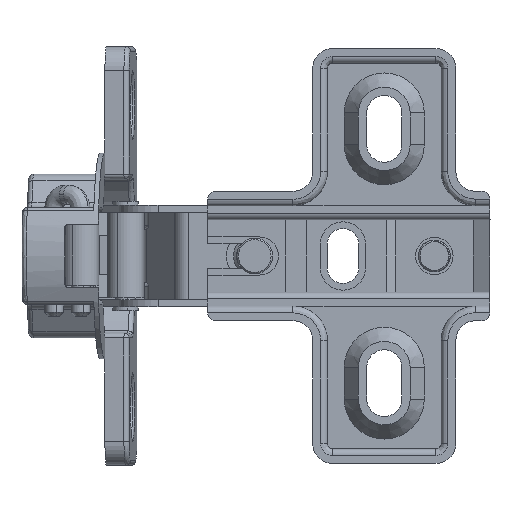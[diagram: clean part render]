
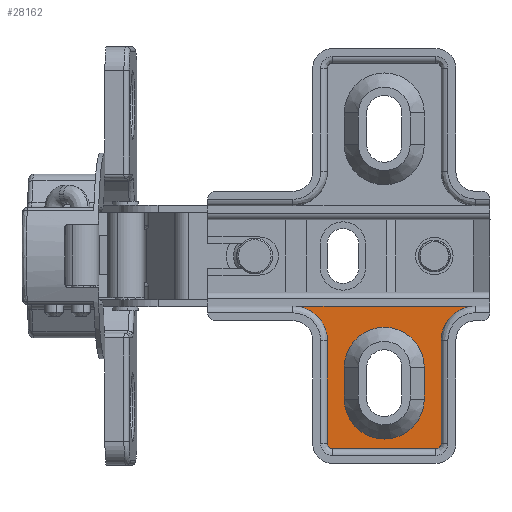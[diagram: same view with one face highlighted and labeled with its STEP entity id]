
A CAD part, front view. The second image highlights one B-rep face of the part: STEP entity #28162.
In plain terms, the highlighted face is planar.
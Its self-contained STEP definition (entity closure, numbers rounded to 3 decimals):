
#359 = VERTEX_POINT ( 'NONE', #13928 ) ;
#580 = CARTESIAN_POINT ( 'NONE',  ( -13.538, 6.3, 2.65 ) ) ;
#1686 = VERTEX_POINT ( 'NONE', #12920 ) ;
#1738 = EDGE_CURVE ( 'NONE', #16091, #8961, #15079, .T. ) ;
#1826 = ORIENTED_EDGE ( 'NONE', *, *, #1738, .F. ) ;
#1905 = CIRCLE ( 'NONE', #9323, 5.031 ) ;
#2082 = CARTESIAN_POINT ( 'NONE',  ( -13.4, 6.3, 2.65 ) ) ;
#2138 = LINE ( 'NONE', #11944, #12393 ) ;
#2424 = CARTESIAN_POINT ( 'NONE',  ( 5.25, 23.6, 2.65 ) ) ;
#2436 = DIRECTION ( 'NONE',  ( -1., 0., 0. ) ) ;
#2637 = CARTESIAN_POINT ( 'NONE',  ( 3.131, 15.275, 2.65 ) ) ;
#2855 = ORIENTED_EDGE ( 'NONE', *, *, #14147, .F. ) ;
#3133 = VERTEX_POINT ( 'NONE', #2424 ) ;
#4084 = DIRECTION ( 'NONE',  ( 0., 1., 0. ) ) ;
#4929 = AXIS2_PLACEMENT_3D ( 'NONE', #30552, #19929, #7472 ) ;
#4957 = CARTESIAN_POINT ( 'NONE',  ( 3.131, 18., 2.65 ) ) ;
#5269 = LINE ( 'NONE', #15386, #9193 ) ;
#5292 = EDGE_CURVE ( 'NONE', #29906, #22400, #31282, .T. ) ;
#6014 = CIRCLE ( 'NONE', #21411, 0.65 ) ;
#6211 = DIRECTION ( 'NONE',  ( 1., 0., 0. ) ) ;
#7097 = CARTESIAN_POINT ( 'NONE',  ( -1.9, 14., 2.65 ) ) ;
#7104 = VECTOR ( 'NONE', #6211, 1000. ) ;
#7472 = DIRECTION ( 'NONE',  ( -1., 0., 0. ) ) ;
#7627 = EDGE_CURVE ( 'NONE', #25893, #25488, #23176, .T. ) ;
#7673 = EDGE_LOOP ( 'NONE', ( #16277, #27976, #1826, #16696 ) ) ;
#8040 = EDGE_CURVE ( 'NONE', #1686, #8630, #22975, .T. ) ;
#8292 = EDGE_CURVE ( 'NONE', #10534, #359, #2138, .T. ) ;
#8467 = EDGE_CURVE ( 'NONE', #25488, #10534, #6014, .T. ) ;
#8509 = ORIENTED_EDGE ( 'NONE', *, *, #12130, .F. ) ;
#8550 = CARTESIAN_POINT ( 'NONE',  ( 3.131, 14., 2.65 ) ) ;
#8630 = VERTEX_POINT ( 'NONE', #22537 ) ;
#8646 = AXIS2_PLACEMENT_3D ( 'NONE', #9853, #25640, #27801 ) ;
#8961 = VERTEX_POINT ( 'NONE', #8550 ) ;
#9193 = VECTOR ( 'NONE', #4084, 1000. ) ;
#9286 = CARTESIAN_POINT ( 'NONE',  ( -6.931, 18., 2.65 ) ) ;
#9323 = AXIS2_PLACEMENT_3D ( 'NONE', #19529, #22360, #26858 ) ;
#9853 = CARTESIAN_POINT ( 'NONE',  ( 9.6, 10.65, 2.65 ) ) ;
#10155 = CARTESIAN_POINT ( 'NONE',  ( -9.05, 23.6, 2.65 ) ) ;
#10432 = DIRECTION ( 'NONE',  ( 0., -1., 0. ) ) ;
#10534 = VERTEX_POINT ( 'NONE', #10155 ) ;
#11688 = DIRECTION ( 'NONE',  ( 0., 0., 1. ) ) ;
#11944 = CARTESIAN_POINT ( 'NONE',  ( -9.05, 15.275, 2.65 ) ) ;
#12130 = EDGE_CURVE ( 'NONE', #359, #17330, #25642, .T. ) ;
#12393 = VECTOR ( 'NONE', #22075, 1000. ) ;
#12514 = VECTOR ( 'NONE', #13515, 1000. ) ;
#12591 = EDGE_CURVE ( 'NONE', #1686, #3133, #5269, .T. ) ;
#12920 = CARTESIAN_POINT ( 'NONE',  ( 5.25, 10.65, 2.65 ) ) ;
#13049 = DIRECTION ( 'NONE',  ( 0., 0., 1. ) ) ;
#13287 = EDGE_LOOP ( 'NONE', ( #2855, #8509, #14751, #22314, #24352, #24433, #21553, #20666 ) ) ;
#13515 = DIRECTION ( 'NONE',  ( 0., 1., 0. ) ) ;
#13928 = CARTESIAN_POINT ( 'NONE',  ( -9.05, 10.65, 2.65 ) ) ;
#14147 = EDGE_CURVE ( 'NONE', #17330, #8630, #26642, .T. ) ;
#14148 = EDGE_CURVE ( 'NONE', #3133, #25893, #24059, .T. ) ;
#14751 = ORIENTED_EDGE ( 'NONE', *, *, #8292, .F. ) ;
#14767 = AXIS2_PLACEMENT_3D ( 'NONE', #7097, #27520, #17220 ) ;
#15039 = AXIS2_PLACEMENT_3D ( 'NONE', #29130, #11688, #18993 ) ;
#15079 = LINE ( 'NONE', #2637, #26667 ) ;
#15083 = CARTESIAN_POINT ( 'NONE',  ( -8.4, 23.6, 2.65 ) ) ;
#15215 = CARTESIAN_POINT ( 'NONE',  ( -8.4, 24.25, 2.65 ) ) ;
#15386 = CARTESIAN_POINT ( 'NONE',  ( 5.25, 15.275, 2.65 ) ) ;
#16091 = VERTEX_POINT ( 'NONE', #4957 ) ;
#16277 = ORIENTED_EDGE ( 'NONE', *, *, #5292, .F. ) ;
#16426 = EDGE_CURVE ( 'NONE', #22400, #16091, #1905, .T. ) ;
#16696 = ORIENTED_EDGE ( 'NONE', *, *, #16426, .F. ) ;
#17220 = DIRECTION ( 'NONE',  ( 1., 0., 0. ) ) ;
#17330 = VERTEX_POINT ( 'NONE', #2082 ) ;
#18993 = DIRECTION ( 'NONE',  ( -1., 0., 0. ) ) ;
#19529 = CARTESIAN_POINT ( 'NONE',  ( -1.9, 18., 2.65 ) ) ;
#19929 = DIRECTION ( 'NONE',  ( 0., 0., -1. ) ) ;
#20346 = CARTESIAN_POINT ( 'NONE',  ( 4.6, 24.25, 2.65 ) ) ;
#20666 = ORIENTED_EDGE ( 'NONE', *, *, #8040, .T. ) ;
#21411 = AXIS2_PLACEMENT_3D ( 'NONE', #15083, #25232, #24037 ) ;
#21553 = ORIENTED_EDGE ( 'NONE', *, *, #12591, .F. ) ;
#22075 = DIRECTION ( 'NONE',  ( 0., -1., 0. ) ) ;
#22080 = CARTESIAN_POINT ( 'NONE',  ( -6.931, 14., 2.65 ) ) ;
#22314 = ORIENTED_EDGE ( 'NONE', *, *, #8467, .F. ) ;
#22360 = DIRECTION ( 'NONE',  ( 0., 0., -1. ) ) ;
#22400 = VERTEX_POINT ( 'NONE', #9286 ) ;
#22533 = CARTESIAN_POINT ( 'NONE',  ( -1.9, 24.25, 2.65 ) ) ;
#22537 = CARTESIAN_POINT ( 'NONE',  ( 9.6, 6.3, 2.65 ) ) ;
#22690 = PLANE ( 'NONE',  #25260 ) ;
#22975 = CIRCLE ( 'NONE', #8646, 4.35 ) ;
#23176 = LINE ( 'NONE', #22533, #32528 ) ;
#24037 = DIRECTION ( 'NONE',  ( -1., 0., 0. ) ) ;
#24059 = CIRCLE ( 'NONE', #15039, 0.65 ) ;
#24352 = ORIENTED_EDGE ( 'NONE', *, *, #7627, .F. ) ;
#24433 = ORIENTED_EDGE ( 'NONE', *, *, #14148, .F. ) ;
#25232 = DIRECTION ( 'NONE',  ( 0., 0., 1. ) ) ;
#25260 = AXIS2_PLACEMENT_3D ( 'NONE', #580, #13049, #30491 ) ;
#25488 = VERTEX_POINT ( 'NONE', #15215 ) ;
#25640 = DIRECTION ( 'NONE',  ( 0., 0., 1. ) ) ;
#25642 = CIRCLE ( 'NONE', #4929, 4.35 ) ;
#25893 = VERTEX_POINT ( 'NONE', #20346 ) ;
#26303 = CARTESIAN_POINT ( 'NONE',  ( -6.931, 15.275, 2.65 ) ) ;
#26642 = LINE ( 'NONE', #28968, #7104 ) ;
#26667 = VECTOR ( 'NONE', #10432, 1000. ) ;
#26858 = DIRECTION ( 'NONE',  ( 1., 0., 0. ) ) ;
#27520 = DIRECTION ( 'NONE',  ( 0., 0., -1. ) ) ;
#27801 = DIRECTION ( 'NONE',  ( -1., 0., 0. ) ) ;
#27976 = ORIENTED_EDGE ( 'NONE', *, *, #32237, .F. ) ;
#28162 = ADVANCED_FACE ( 'NONE', ( #32660, #30162 ), #22690, .F. ) ;
#28968 = CARTESIAN_POINT ( 'NONE',  ( -6.35, 6.3, 2.65 ) ) ;
#29130 = CARTESIAN_POINT ( 'NONE',  ( 4.6, 23.6, 2.65 ) ) ;
#29906 = VERTEX_POINT ( 'NONE', #22080 ) ;
#30162 = FACE_OUTER_BOUND ( 'NONE', #13287, .T. ) ;
#30491 = DIRECTION ( 'NONE',  ( 1., 0., 0. ) ) ;
#30552 = CARTESIAN_POINT ( 'NONE',  ( -13.4, 10.65, 2.65 ) ) ;
#30689 = CIRCLE ( 'NONE', #14767, 5.031 ) ;
#31282 = LINE ( 'NONE', #26303, #12514 ) ;
#32237 = EDGE_CURVE ( 'NONE', #8961, #29906, #30689, .T. ) ;
#32528 = VECTOR ( 'NONE', #2436, 1000. ) ;
#32660 = FACE_BOUND ( 'NONE', #7673, .T. ) ;
